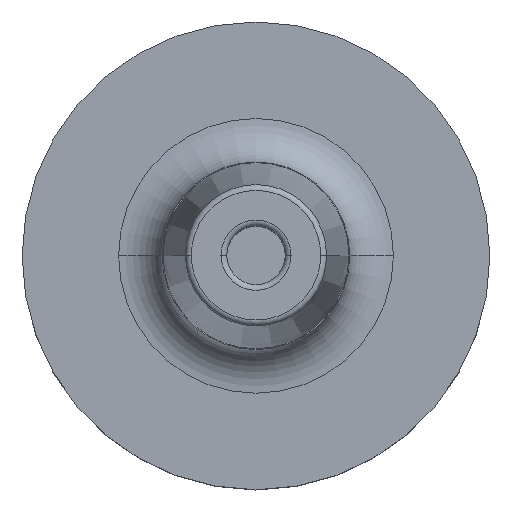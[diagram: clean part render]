
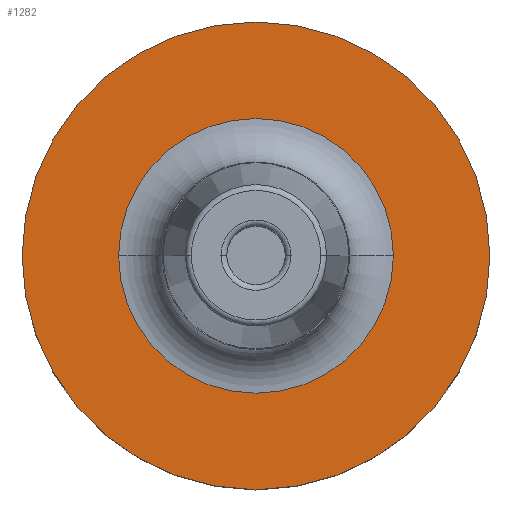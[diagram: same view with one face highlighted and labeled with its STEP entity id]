
A CAD part, top view. The second image highlights one B-rep face of the part: STEP entity #1282.
In plain terms, the highlighted planar face has unit normal (0, 0, 1).
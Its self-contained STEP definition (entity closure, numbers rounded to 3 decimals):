
#375=CARTESIAN_POINT('',(0.,0.,25.95));
#376=DIRECTION('',(0.,0.,1.));
#377=DIRECTION('',(0.,-1.,0.));
#378=AXIS2_PLACEMENT_3D('',#375,#376,#377);
#383=CARTESIAN_POINT('',(0.,0.,25.95));
#384=DIRECTION('',(0.,0.,1.));
#385=DIRECTION('',(0.,1.,0.));
#386=AXIS2_PLACEMENT_3D('',#383,#384,#385);
#391=CARTESIAN_POINT('',(0.,0.,25.95));
#392=DIRECTION('',(0.,0.,1.));
#393=DIRECTION('',(1.,0.,0.));
#394=AXIS2_PLACEMENT_3D('',#391,#392,#393);
#399=CARTESIAN_POINT('',(0.,0.,25.95));
#400=DIRECTION('',(0.,0.,-1.));
#401=DIRECTION('',(1.,0.,0.));
#402=AXIS2_PLACEMENT_3D('',#399,#400,#401);
#813=CARTESIAN_POINT('',(23.5,0.,25.95));
#814=CARTESIAN_POINT('',(-23.5,0.,25.95));
#815=VERTEX_POINT('',#813);
#816=VERTEX_POINT('',#814);
#925=CARTESIAN_POINT('',(0.,-40.,25.95));
#926=CARTESIAN_POINT('',(0.,40.,25.95));
#927=VERTEX_POINT('',#925);
#928=VERTEX_POINT('',#926);
#1267=CARTESIAN_POINT('',(0.,0.,25.95));
#1268=DIRECTION('',(0.,0.,1.));
#1269=DIRECTION('',(1.,0.,0.));
#1270=AXIS2_PLACEMENT_3D('',#1267,#1268,#1269);
#1271=PLANE('',#1270);
#1272=ORIENTED_EDGE('',*,*,#950,.F.);
#1273=ORIENTED_EDGE('',*,*,#1008,.F.);
#1274=EDGE_LOOP('',(#1272,#1273));
#1275=FACE_OUTER_BOUND('',#1274,.F.);
#1277=ORIENTED_EDGE('',*,*,#1276,.T.);
#1279=ORIENTED_EDGE('',*,*,#1278,.F.);
#1280=EDGE_LOOP('',(#1277,#1279));
#1281=FACE_BOUND('',#1280,.F.);
#1282=ADVANCED_FACE('',(#1275,#1281),#1271,.T.);
#379=CIRCLE('',#378,40.);
#387=CIRCLE('',#386,40.);
#395=CIRCLE('',#394,23.5);
#403=CIRCLE('',#402,23.5);
#950=EDGE_CURVE('',#927,#928,#379,.T.);
#1008=EDGE_CURVE('',#928,#927,#387,.T.);
#1276=EDGE_CURVE('',#815,#816,#395,.T.);
#1278=EDGE_CURVE('',#815,#816,#403,.T.);
